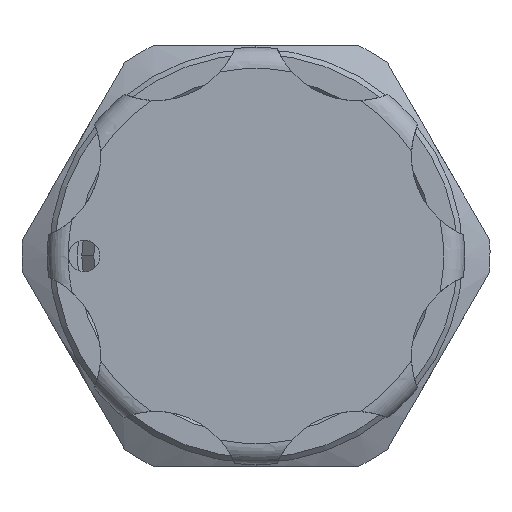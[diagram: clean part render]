
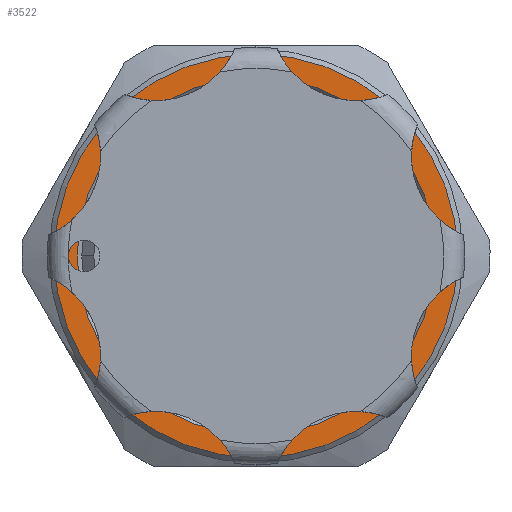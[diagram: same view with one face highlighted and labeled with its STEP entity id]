
A CAD part, left-side view. The second image highlights one B-rep face of the part: STEP entity #3522.
In plain terms, the highlighted planar face has unit normal (-1, 0, 0).
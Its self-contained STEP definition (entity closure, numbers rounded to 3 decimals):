
#633 = CARTESIAN_POINT ( 'NONE',  ( 0., 0., -11.5 ) ) ;
#676 = CARTESIAN_POINT ( 'NONE',  ( 0., 0., 10.2 ) ) ;
#797 = AXIS2_PLACEMENT_3D ( 'NONE', #7335, #7334, #7328 ) ;
#940 = EDGE_CURVE ( 'NONE', #5664, #5941, #4178, .T. ) ;
#980 = EDGE_CURVE ( 'NONE', #5768, #5957, #4536, .T. ) ;
#1010 = EDGE_CURVE ( 'NONE', #5941, #5664, #4471, .T. ) ;
#1971 = AXIS2_PLACEMENT_3D ( 'NONE', #2890, #2849, #2914 ) ;
#2039 = AXIS2_PLACEMENT_3D ( 'NONE', #3690, #3692, #3691 ) ;
#2119 = AXIS2_PLACEMENT_3D ( 'NONE', #7244, #7258, #7233 ) ;
#2318 = CIRCLE ( 'NONE', #2587, 10.2 ) ;
#2587 = AXIS2_PLACEMENT_3D ( 'NONE', #6771, #6773, #6774 ) ;
#2823 = PLANE ( 'NONE',  #1971 ) ;
#2849 = DIRECTION ( 'NONE',  ( -1., 0., 0. ) ) ;
#2890 = CARTESIAN_POINT ( 'NONE',  ( 0., 0., 0. ) ) ;
#2914 = DIRECTION ( 'NONE',  ( 0., 0., 1. ) ) ;
#3013 = CARTESIAN_POINT ( 'NONE',  ( 0., 0., -10.2 ) ) ;
#3168 = CARTESIAN_POINT ( 'NONE',  ( 0., 0., 11.5 ) ) ;
#3522 = ADVANCED_FACE ( 'NONE', ( #5133, #5132 ), #2823, .T. ) ;
#3690 = CARTESIAN_POINT ( 'NONE',  ( 0., 0., 0. ) ) ;
#3691 = DIRECTION ( 'NONE',  ( 0., 0., 1. ) ) ;
#3692 = DIRECTION ( 'NONE',  ( -1., 0., 0. ) ) ;
#4178 = CIRCLE ( 'NONE', #797, 11.5 ) ;
#4237 = ORIENTED_EDGE ( 'NONE', *, *, #980, .T. ) ;
#4332 = EDGE_LOOP ( 'NONE', ( #4237, #5531 ) ) ;
#4471 = CIRCLE ( 'NONE', #2039, 11.5 ) ;
#4536 = CIRCLE ( 'NONE', #2119, 10.2 ) ;
#5061 = EDGE_LOOP ( 'NONE', ( #5514, #5471 ) ) ;
#5132 = FACE_BOUND ( 'NONE', #4332, .T. ) ;
#5133 = FACE_OUTER_BOUND ( 'NONE', #5061, .T. ) ;
#5471 = ORIENTED_EDGE ( 'NONE', *, *, #1010, .T. ) ;
#5514 = ORIENTED_EDGE ( 'NONE', *, *, #940, .T. ) ;
#5531 = ORIENTED_EDGE ( 'NONE', *, *, #7518, .T. ) ;
#5664 = VERTEX_POINT ( 'NONE', #633 ) ;
#5768 = VERTEX_POINT ( 'NONE', #676 ) ;
#5941 = VERTEX_POINT ( 'NONE', #3168 ) ;
#5957 = VERTEX_POINT ( 'NONE', #3013 ) ;
#6771 = CARTESIAN_POINT ( 'NONE',  ( 0., 0., 0. ) ) ;
#6773 = DIRECTION ( 'NONE',  ( 1., 0., 0. ) ) ;
#6774 = DIRECTION ( 'NONE',  ( 0., 0., 1. ) ) ;
#7233 = DIRECTION ( 'NONE',  ( 0., 0., 1. ) ) ;
#7244 = CARTESIAN_POINT ( 'NONE',  ( 0., 0., 0. ) ) ;
#7258 = DIRECTION ( 'NONE',  ( 1., 0., 0. ) ) ;
#7328 = DIRECTION ( 'NONE',  ( 0., 0., 1. ) ) ;
#7334 = DIRECTION ( 'NONE',  ( -1., 0., 0. ) ) ;
#7335 = CARTESIAN_POINT ( 'NONE',  ( 0., 0., 0. ) ) ;
#7518 = EDGE_CURVE ( 'NONE', #5957, #5768, #2318, .T. ) ;
